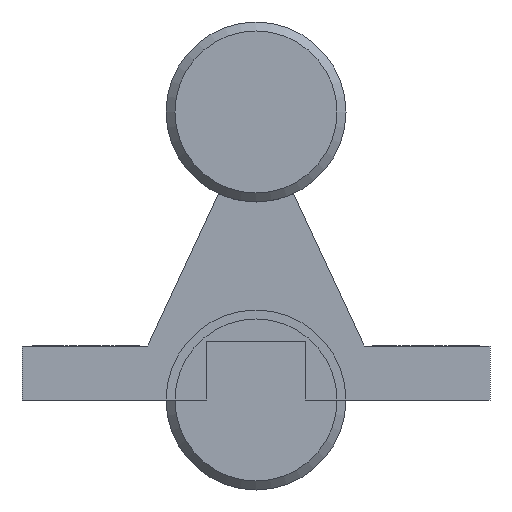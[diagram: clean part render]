
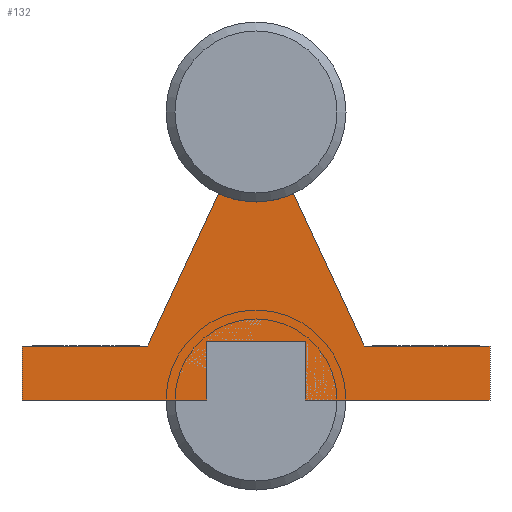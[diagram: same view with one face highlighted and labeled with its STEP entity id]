
A CAD part, front view. The second image highlights one B-rep face of the part: STEP entity #132.
In plain terms, the highlighted planar face has unit normal (0, -1, 0).
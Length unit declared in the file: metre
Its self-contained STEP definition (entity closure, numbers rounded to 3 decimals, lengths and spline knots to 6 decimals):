
#132 = ADVANCED_FACE( '', ( #297 ), #298, .T. );
#297 = FACE_OUTER_BOUND( '', #463, .T. );
#298 = PLANE( '', #464 );
#463 = EDGE_LOOP( '', ( #723, #724, #725, #726, #727, #728, #729, #730, #731, #732, #733, #734 ) );
#464 = AXIS2_PLACEMENT_3D( '', #735, #736, #737 );
#723 = ORIENTED_EDGE( '', *, *, #791, .F. );
#724 = ORIENTED_EDGE( '', *, *, #870, .T. );
#725 = ORIENTED_EDGE( '', *, *, #814, .T. );
#726 = ORIENTED_EDGE( '', *, *, #850, .T. );
#727 = ORIENTED_EDGE( '', *, *, #866, .F. );
#728 = ORIENTED_EDGE( '', *, *, #771, .F. );
#729 = ORIENTED_EDGE( '', *, *, #824, .F. );
#730 = ORIENTED_EDGE( '', *, *, #862, .F. );
#731 = ORIENTED_EDGE( '', *, *, #779, .F. );
#732 = ORIENTED_EDGE( '', *, *, #843, .F. );
#733 = ORIENTED_EDGE( '', *, *, #871, .F. );
#734 = ORIENTED_EDGE( '', *, *, #798, .F. );
#735 = CARTESIAN_POINT( '', ( 0., 0., 0.032 ) );
#736 = DIRECTION( '', ( 0., -1., 0. ) );
#737 = DIRECTION( '', ( 0., 0., -1. ) );
#771 = EDGE_CURVE( '', #885, #886, #887, .T. );
#779 = EDGE_CURVE( '', #900, #901, #902, .T. );
#791 = EDGE_CURVE( '', #922, #924, #925, .T. );
#798 = EDGE_CURVE( '', #924, #936, #937, .T. );
#814 = EDGE_CURVE( '', #963, #961, #964, .T. );
#824 = EDGE_CURVE( '', #980, #885, #981, .T. );
#843 = EDGE_CURVE( '', #1008, #900, #1009, .T. );
#850 = EDGE_CURVE( '', #961, #1016, #1018, .T. );
#862 = EDGE_CURVE( '', #901, #980, #1035, .T. );
#866 = EDGE_CURVE( '', #886, #1016, #1040, .T. );
#870 = EDGE_CURVE( '', #922, #963, #1044, .T. );
#871 = EDGE_CURVE( '', #936, #1008, #1045, .T. );
#885 = VERTEX_POINT( '', #1067 );
#886 = VERTEX_POINT( '', #1068 );
#887 = LINE( '', #1069, #1070 );
#900 = VERTEX_POINT( '', #1269 );
#901 = VERTEX_POINT( '', #1270 );
#902 = CIRCLE( '', #1271, 0.01 );
#922 = VERTEX_POINT( '', #1476 );
#924 = VERTEX_POINT( '', #1479 );
#925 = LINE( '', #1480, #1481 );
#936 = VERTEX_POINT( '', #1494 );
#937 = LINE( '', #1495, #1496 );
#961 = VERTEX_POINT( '', #1523 );
#963 = VERTEX_POINT( '', #1526 );
#964 = LINE( '', #1527, #1528 );
#980 = VERTEX_POINT( '', #1545 );
#981 = LINE( '', #1546, #1547 );
#1008 = VERTEX_POINT( '', #1582 );
#1009 = LINE( '', #1583, #1584 );
#1016 = VERTEX_POINT( '', #1592 );
#1018 = LINE( '', #1595, #1596 );
#1035 = LINE( '', #1613, #1614 );
#1040 = LINE( '', #1619, #1620 );
#1044 = LINE( '', #1624, #1625 );
#1045 = LINE( '', #1626, #1627 );
#1067 = CARTESIAN_POINT( '', ( 0.026, 0., 0.006 ) );
#1068 = CARTESIAN_POINT( '', ( 0.026, 0., 0. ) );
#1069 = CARTESIAN_POINT( '', ( 0.026, 0., 0. ) );
#1070 = VECTOR( '', #1633, 1. );
#1269 = CARTESIAN_POINT( '', ( -0.00415, 0., 0.022902 ) );
#1270 = CARTESIAN_POINT( '', ( 0.00415, 0., 0.022902 ) );
#1271 = AXIS2_PLACEMENT_3D( '', #1637, #1638, #1639 );
#1476 = CARTESIAN_POINT( '', ( -0.0055, 0., 0. ) );
#1479 = CARTESIAN_POINT( '', ( -0.026, 0., 0. ) );
#1480 = CARTESIAN_POINT( '', ( 0.026, 0., 0. ) );
#1481 = VECTOR( '', #1655, 1. );
#1494 = CARTESIAN_POINT( '', ( -0.026, 0., 0.006 ) );
#1495 = CARTESIAN_POINT( '', ( -0.026, 0., 0. ) );
#1496 = VECTOR( '', #1667, 1. );
#1523 = CARTESIAN_POINT( '', ( 0.0055, 0., 0.0065 ) );
#1526 = CARTESIAN_POINT( '', ( -0.0055, 0., 0.0065 ) );
#1527 = CARTESIAN_POINT( '', ( -0.0055, 0., 0.0065 ) );
#1528 = VECTOR( '', #1690, 1. );
#1545 = CARTESIAN_POINT( '', ( 0.012031, 0., 0.006 ) );
#1546 = CARTESIAN_POINT( '', ( 0.026, 0., 0.006 ) );
#1547 = VECTOR( '', #1710, 1. );
#1582 = CARTESIAN_POINT( '', ( -0.012031, 0., 0.006 ) );
#1583 = CARTESIAN_POINT( '', ( -0.012031, 0., 0.006 ) );
#1584 = VECTOR( '', #1734, 1. );
#1592 = CARTESIAN_POINT( '', ( 0.0055, 0., 0. ) );
#1595 = CARTESIAN_POINT( '', ( 0.0055, 0., 0.0065 ) );
#1596 = VECTOR( '', #1740, 1. );
#1613 = CARTESIAN_POINT( '', ( 0.012031, 0., 0.006 ) );
#1614 = VECTOR( '', #1756, 1. );
#1619 = CARTESIAN_POINT( '', ( 0.026, 0., 0. ) );
#1620 = VECTOR( '', #1760, 1. );
#1624 = CARTESIAN_POINT( '', ( -0.0055, 0., 0. ) );
#1625 = VECTOR( '', #1761, 1. );
#1626 = CARTESIAN_POINT( '', ( -0.026, 0., 0.006 ) );
#1627 = VECTOR( '', #1762, 1. );
#1633 = DIRECTION( '', ( 0., 0., -1. ) );
#1637 = CARTESIAN_POINT( '', ( 0., 0., 0.032 ) );
#1638 = DIRECTION( '', ( 0., -1., 0. ) );
#1639 = DIRECTION( '', ( 1., 0., 0. ) );
#1655 = DIRECTION( '', ( -1., 0., 0. ) );
#1667 = DIRECTION( '', ( 0., 0., 1. ) );
#1690 = DIRECTION( '', ( 1., 0., 0. ) );
#1710 = DIRECTION( '', ( 1., 0., 0. ) );
#1734 = DIRECTION( '', ( 0.423, 0., 0.906 ) );
#1740 = DIRECTION( '', ( 0., 0., -1. ) );
#1756 = DIRECTION( '', ( 0.423, 0., -0.906 ) );
#1760 = DIRECTION( '', ( -1., 0., 0. ) );
#1761 = DIRECTION( '', ( 0., 0., 1. ) );
#1762 = DIRECTION( '', ( 1., 0., 0. ) );
